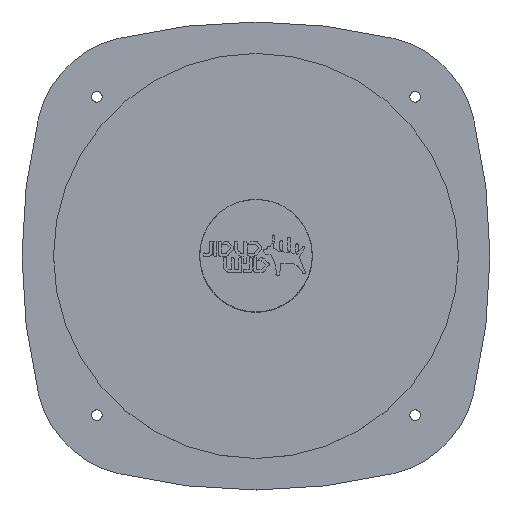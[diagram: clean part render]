
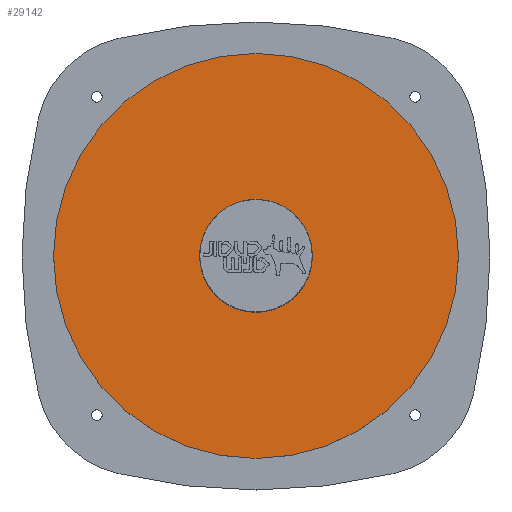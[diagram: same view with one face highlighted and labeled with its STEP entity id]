
A CAD part, top view. The second image highlights one B-rep face of the part: STEP entity #29142.
In plain terms, the highlighted planar face has unit normal (0, 0, 1).
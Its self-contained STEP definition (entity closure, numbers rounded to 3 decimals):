
#2506=FACE_BOUND('',#5646,.T.);
#2507=FACE_BOUND('',#5647,.T.);
#2508=FACE_BOUND('',#5648,.T.);
#2884=PLANE('',#30820);
#4010=FACE_OUTER_BOUND('',#5645,.T.);
#5645=EDGE_LOOP('',(#19815));
#5646=EDGE_LOOP('',(#19816));
#5647=EDGE_LOOP('',(#19817));
#5648=EDGE_LOOP('',(#19818));
#10806=CIRCLE('',#30788,2.35);
#10808=CIRCLE('',#30791,2.35);
#10810=CIRCLE('',#30794,2.35);
#10824=CIRCLE('',#30819,90.);
#11938=VERTEX_POINT('',#44302);
#11940=VERTEX_POINT('',#44308);
#11942=VERTEX_POINT('',#44314);
#11955=VERTEX_POINT('',#44356);
#15029=EDGE_CURVE('',#11938,#11938,#10806,.T.);
#15032=EDGE_CURVE('',#11940,#11940,#10808,.T.);
#15035=EDGE_CURVE('',#11942,#11942,#10810,.T.);
#15053=EDGE_CURVE('',#11955,#11955,#10824,.T.);
#19815=ORIENTED_EDGE('',*,*,#15053,.T.);
#19816=ORIENTED_EDGE('',*,*,#15029,.T.);
#19817=ORIENTED_EDGE('',*,*,#15032,.T.);
#19818=ORIENTED_EDGE('',*,*,#15035,.T.);
#29142=ADVANCED_FACE('',(#4010,#2506,#2507,#2508),#2884,.T.);
#30788=AXIS2_PLACEMENT_3D('',#44303,#34838,#34839);
#30791=AXIS2_PLACEMENT_3D('',#44309,#34845,#34846);
#30794=AXIS2_PLACEMENT_3D('',#44315,#34852,#34853);
#30819=AXIS2_PLACEMENT_3D('',#44357,#34906,#34907);
#30820=AXIS2_PLACEMENT_3D('',#44359,#34909,#34910);
#34838=DIRECTION('center_axis',(0.,0.,-1.));
#34839=DIRECTION('ref_axis',(-1.,0.,0.));
#34845=DIRECTION('center_axis',(0.,0.,-1.));
#34846=DIRECTION('ref_axis',(-1.,0.,0.));
#34852=DIRECTION('center_axis',(0.,0.,-1.));
#34853=DIRECTION('ref_axis',(-1.,0.,0.));
#34906=DIRECTION('center_axis',(0.,0.,1.));
#34907=DIRECTION('ref_axis',(1.,0.,0.));
#34909=DIRECTION('center_axis',(0.,0.,1.));
#34910=DIRECTION('ref_axis',(1.,0.,0.));
#44302=CARTESIAN_POINT('',(103.046,-17.438,6.));
#44303=CARTESIAN_POINT('Origin',(100.696,-17.438,6.));
#44308=CARTESIAN_POINT('',(129.027,-17.438,6.));
#44309=CARTESIAN_POINT('Origin',(126.677,-17.438,6.));
#44314=CARTESIAN_POINT('',(116.036,5.062,6.));
#44315=CARTESIAN_POINT('Origin',(113.686,5.062,6.));
#44356=CARTESIAN_POINT('',(23.686,-9.938,6.));
#44357=CARTESIAN_POINT('Origin',(113.686,-9.938,6.));
#44359=CARTESIAN_POINT('Origin',(113.686,-9.938,6.));
